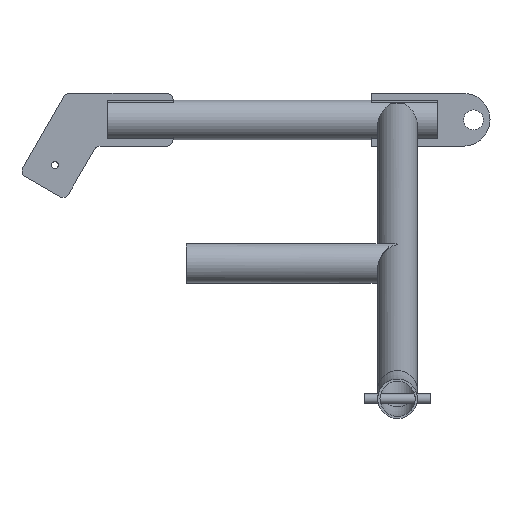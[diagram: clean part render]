
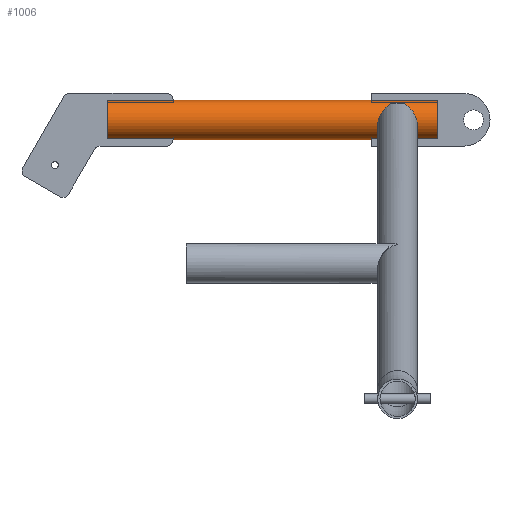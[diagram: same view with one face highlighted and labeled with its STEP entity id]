
A CAD part, front view. The second image highlights one B-rep face of the part: STEP entity #1006.
In plain terms, the highlighted cylindrical face has radius 19.05 mm (diameter 38.1 mm), a full revolution.
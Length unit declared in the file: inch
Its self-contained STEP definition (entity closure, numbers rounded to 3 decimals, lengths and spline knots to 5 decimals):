
#58=LINE('',#1942,#126);
#61=LINE('',#1952,#129);
#62=LINE('',#1956,#130);
#63=LINE('',#1959,#131);
#64=LINE('',#1964,#132);
#65=LINE('',#1968,#133);
#66=LINE('',#1972,#134);
#67=LINE('',#1975,#135);
#126=VECTOR('',#1298,2.5);
#129=VECTOR('',#1309,2.5);
#130=VECTOR('',#1312,2.5);
#131=VECTOR('',#1315,2.5);
#132=VECTOR('',#1318,2.5);
#133=VECTOR('',#1321,2.5);
#134=VECTOR('',#1324,2.5);
#135=VECTOR('',#1327,2.5);
#215=CYLINDRICAL_SURFACE('',#1135,0.75);
#260=FACE_BOUND('',#375,.T.);
#292=FACE_OUTER_BOUND('',#374,.T.);
#374=EDGE_LOOP('',(#753,#754,#755,#756,#757,#758,#759,#760));
#375=EDGE_LOOP('',(#761,#762,#763,#764,#765,#766,#767,#768));
#437=CIRCLE('',#1129,0.75);
#440=CIRCLE('',#1134,0.75);
#441=CIRCLE('',#1136,0.75);
#442=CIRCLE('',#1137,0.75);
#443=CIRCLE('',#1138,0.75);
#444=CIRCLE('',#1139,0.75);
#445=CIRCLE('',#1140,0.75);
#446=CIRCLE('',#1141,0.75);
#495=VERTEX_POINT('',#1931);
#496=VERTEX_POINT('',#1933);
#499=VERTEX_POINT('',#1940);
#501=VERTEX_POINT('',#1947);
#502=VERTEX_POINT('',#1951);
#503=VERTEX_POINT('',#1953);
#504=VERTEX_POINT('',#1955);
#505=VERTEX_POINT('',#1957);
#506=VERTEX_POINT('',#1960);
#507=VERTEX_POINT('',#1961);
#508=VERTEX_POINT('',#1963);
#509=VERTEX_POINT('',#1965);
#510=VERTEX_POINT('',#1967);
#511=VERTEX_POINT('',#1969);
#512=VERTEX_POINT('',#1971);
#513=VERTEX_POINT('',#1973);
#591=EDGE_CURVE('',#496,#495,#437,.T.);
#595=EDGE_CURVE('',#499,#495,#58,.T.);
#599=EDGE_CURVE('',#499,#501,#440,.T.);
#600=EDGE_CURVE('',#502,#501,#61,.T.);
#601=EDGE_CURVE('',#502,#503,#441,.T.);
#602=EDGE_CURVE('',#504,#503,#62,.T.);
#603=EDGE_CURVE('',#504,#505,#442,.T.);
#604=EDGE_CURVE('',#496,#505,#63,.T.);
#605=EDGE_CURVE('',#506,#507,#443,.T.);
#606=EDGE_CURVE('',#508,#507,#64,.T.);
#607=EDGE_CURVE('',#508,#509,#444,.T.);
#608=EDGE_CURVE('',#510,#509,#65,.T.);
#609=EDGE_CURVE('',#510,#511,#445,.T.);
#610=EDGE_CURVE('',#512,#511,#66,.T.);
#611=EDGE_CURVE('',#512,#513,#446,.T.);
#612=EDGE_CURVE('',#506,#513,#67,.T.);
#753=ORIENTED_EDGE('',*,*,#591,.T.);
#754=ORIENTED_EDGE('',*,*,#595,.F.);
#755=ORIENTED_EDGE('',*,*,#599,.T.);
#756=ORIENTED_EDGE('',*,*,#600,.F.);
#757=ORIENTED_EDGE('',*,*,#601,.T.);
#758=ORIENTED_EDGE('',*,*,#602,.F.);
#759=ORIENTED_EDGE('',*,*,#603,.T.);
#760=ORIENTED_EDGE('',*,*,#604,.F.);
#761=ORIENTED_EDGE('',*,*,#605,.T.);
#762=ORIENTED_EDGE('',*,*,#606,.F.);
#763=ORIENTED_EDGE('',*,*,#607,.T.);
#764=ORIENTED_EDGE('',*,*,#608,.F.);
#765=ORIENTED_EDGE('',*,*,#609,.T.);
#766=ORIENTED_EDGE('',*,*,#610,.F.);
#767=ORIENTED_EDGE('',*,*,#611,.T.);
#768=ORIENTED_EDGE('',*,*,#612,.F.);
#1006=ADVANCED_FACE('',(#292,#260),#215,.T.);
#1129=AXIS2_PLACEMENT_3D('',#1934,#1290,#1291);
#1134=AXIS2_PLACEMENT_3D('',#1949,#1305,#1306);
#1135=AXIS2_PLACEMENT_3D('',#1950,#1307,#1308);
#1136=AXIS2_PLACEMENT_3D('',#1954,#1310,#1311);
#1137=AXIS2_PLACEMENT_3D('',#1958,#1313,#1314);
#1138=AXIS2_PLACEMENT_3D('',#1962,#1316,#1317);
#1139=AXIS2_PLACEMENT_3D('',#1966,#1319,#1320);
#1140=AXIS2_PLACEMENT_3D('',#1970,#1322,#1323);
#1141=AXIS2_PLACEMENT_3D('',#1974,#1325,#1326);
#1290=DIRECTION('center_axis',(1.,0.,0.));
#1291=DIRECTION('ref_axis',(0.,0.25,-0.968));
#1298=DIRECTION('',(-1.,0.,0.));
#1305=DIRECTION('center_axis',(1.,0.,0.));
#1306=DIRECTION('ref_axis',(0.,0.25,0.968));
#1307=DIRECTION('center_axis',(1.,0.,0.));
#1308=DIRECTION('ref_axis',(0.,-1.,0.));
#1309=DIRECTION('',(1.,0.,0.));
#1310=DIRECTION('center_axis',(1.,0.,0.));
#1311=DIRECTION('ref_axis',(0.,-1.,0.));
#1312=DIRECTION('',(-1.,0.,0.));
#1313=DIRECTION('center_axis',(1.,0.,0.));
#1314=DIRECTION('ref_axis',(0.,-0.25,-0.968));
#1315=DIRECTION('',(1.,0.,0.));
#1316=DIRECTION('center_axis',(-1.,0.,0.));
#1317=DIRECTION('ref_axis',(0.,1.,0.));
#1318=DIRECTION('',(1.,0.,0.));
#1319=DIRECTION('center_axis',(-1.,0.,0.));
#1320=DIRECTION('ref_axis',(0.,0.25,-0.968));
#1321=DIRECTION('',(-1.,0.,0.));
#1322=DIRECTION('center_axis',(-1.,0.,0.));
#1323=DIRECTION('ref_axis',(0.,-1.,0.));
#1324=DIRECTION('',(1.,0.,0.));
#1325=DIRECTION('center_axis',(-1.,0.,0.));
#1326=DIRECTION('ref_axis',(0.,-0.25,0.968));
#1327=DIRECTION('',(-1.,0.,0.));
#1931=CARTESIAN_POINT('',(-6.25,0.1875,0.72618));
#1933=CARTESIAN_POINT('',(-6.25,0.1875,-0.72618));
#1934=CARTESIAN_POINT('Origin',(-6.25,0.,0.));
#1940=CARTESIAN_POINT('',(-3.75,0.1875,0.72618));
#1942=CARTESIAN_POINT('',(-3.75,0.1875,0.72618));
#1947=CARTESIAN_POINT('',(-3.75,-0.1875,0.72618));
#1949=CARTESIAN_POINT('Origin',(-3.75,0.,0.));
#1950=CARTESIAN_POINT('Origin',(-6.25,0.,0.));
#1951=CARTESIAN_POINT('',(-6.25,-0.1875,0.72618));
#1952=CARTESIAN_POINT('',(-6.25,-0.1875,0.72618));
#1953=CARTESIAN_POINT('',(-6.25,-0.1875,-0.72618));
#1954=CARTESIAN_POINT('Origin',(-6.25,0.,0.));
#1955=CARTESIAN_POINT('',(-3.75,-0.1875,-0.72618));
#1956=CARTESIAN_POINT('',(-3.75,-0.1875,-0.72618));
#1957=CARTESIAN_POINT('',(-3.75,0.1875,-0.72618));
#1958=CARTESIAN_POINT('Origin',(-3.75,0.,0.));
#1959=CARTESIAN_POINT('',(-6.25,0.1875,-0.72618));
#1960=CARTESIAN_POINT('',(6.25,0.1875,0.72618));
#1961=CARTESIAN_POINT('',(6.25,0.1875,-0.72618));
#1962=CARTESIAN_POINT('Origin',(6.25,0.,0.));
#1963=CARTESIAN_POINT('',(3.75,0.1875,-0.72618));
#1964=CARTESIAN_POINT('',(3.75,0.1875,-0.72618));
#1965=CARTESIAN_POINT('',(3.75,-0.1875,-0.72618));
#1966=CARTESIAN_POINT('Origin',(3.75,0.,0.));
#1967=CARTESIAN_POINT('',(6.25,-0.1875,-0.72618));
#1968=CARTESIAN_POINT('',(6.25,-0.1875,-0.72618));
#1969=CARTESIAN_POINT('',(6.25,-0.1875,0.72618));
#1970=CARTESIAN_POINT('Origin',(6.25,0.,0.));
#1971=CARTESIAN_POINT('',(3.75,-0.1875,0.72618));
#1972=CARTESIAN_POINT('',(3.75,-0.1875,0.72618));
#1973=CARTESIAN_POINT('',(3.75,0.1875,0.72618));
#1974=CARTESIAN_POINT('Origin',(3.75,0.,0.));
#1975=CARTESIAN_POINT('',(6.25,0.1875,0.72618));
